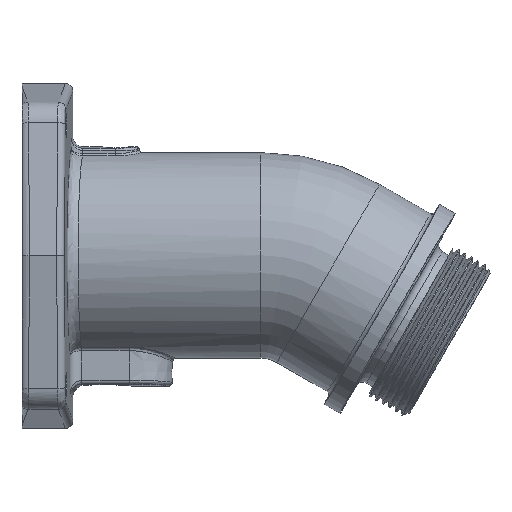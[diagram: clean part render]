
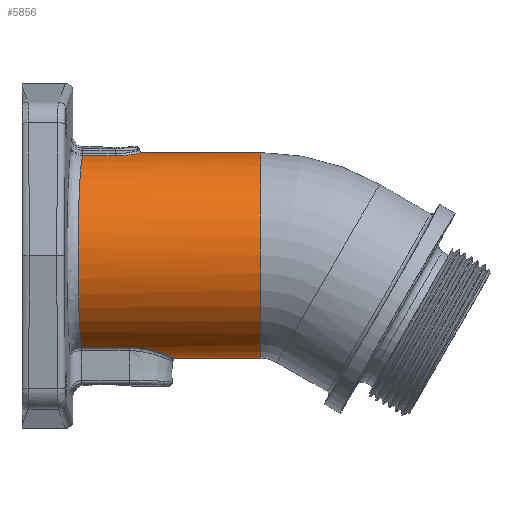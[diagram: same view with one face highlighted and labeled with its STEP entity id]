
A CAD part, top view. The second image highlights one B-rep face of the part: STEP entity #5856.
In plain terms, the highlighted cylindrical face has radius 43.656 mm (diameter 87.312 mm), a partial arc.
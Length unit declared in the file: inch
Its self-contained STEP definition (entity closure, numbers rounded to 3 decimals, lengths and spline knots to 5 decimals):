
#906=CARTESIAN_POINT('',(1.06326,1.662,0.43801));
#907=CARTESIAN_POINT('',(1.05895,1.64247,0.51213));
#908=CARTESIAN_POINT('',(1.05019,1.59241,0.66225));
#909=CARTESIAN_POINT('',(1.03699,1.4782,0.88965));
#910=CARTESIAN_POINT('',(1.02458,1.32677,1.10307));
#911=CARTESIAN_POINT('',(1.01359,1.14352,1.29213));
#912=CARTESIAN_POINT('',(1.00433,0.933,1.45149));
#913=CARTESIAN_POINT('',(0.99704,0.70059,1.57685));
#914=CARTESIAN_POINT('',(0.9919,0.45187,1.66526));
#915=CARTESIAN_POINT('',(0.98903,0.19279,1.71466));
#916=CARTESIAN_POINT('',(0.98849,-0.07073,
1.72402));
#917=CARTESIAN_POINT('',(0.99029,-0.3327,
1.6931));
#918=CARTESIAN_POINT('',(0.99439,-0.58716,
1.62251));
#919=CARTESIAN_POINT('',(1.0007,-0.82775,1.51397));
#920=CARTESIAN_POINT('',(1.00905,-1.04866,1.37019));
#921=CARTESIAN_POINT('',(1.01925,-1.24493,1.19481));
#922=CARTESIAN_POINT('',(1.03116,-1.41327,0.98987));
#923=CARTESIAN_POINT('',(1.03983,-1.50153,0.84077));
#924=CARTESIAN_POINT('',(1.0443,-1.5397,0.76381));
#1317=DIRECTION('',(1.,0.,0.));
#1318=VECTOR('',#1317,0.79945);
#1319=CARTESIAN_POINT('',(1.0443,-1.5397,
0.76381));
#1320=LINE('',#1319,#1318);
#1321=DIRECTION('',(1.,0.,0.));
#1322=VECTOR('',#1321,1.99031);
#1323=CARTESIAN_POINT('',(2.05657,1.71875,
0.));
#1324=LINE('',#1323,#1322);
#1343=CARTESIAN_POINT('',(1.84375,-1.5397,
0.76381));
#1344=CARTESIAN_POINT('',(1.88744,-1.53971,
0.76381));
#1345=CARTESIAN_POINT('',(1.97472,-1.54315,
0.75693));
#1346=CARTESIAN_POINT('',(2.10788,-1.55915,
0.72384));
#1347=CARTESIAN_POINT('',(2.23566,-1.58443,
0.66743));
#1348=CARTESIAN_POINT('',(2.35394,-1.61604,
0.58792));
#1349=CARTESIAN_POINT('',(2.45638,-1.64949,
0.48732));
#1350=CARTESIAN_POINT('',(2.53538,-1.67887,
0.37459));
#1351=CARTESIAN_POINT('',(2.59177,-1.70161,
0.25295));
#1352=CARTESIAN_POINT('',(2.62506,-1.7157,
0.12599));
#1353=CARTESIAN_POINT('',(2.63209,-1.71875,
0.04202));
#1354=CARTESIAN_POINT('',(2.6321,-1.71875,
0.));
#1374=CARTESIAN_POINT('',(2.6321,-1.71875,
0.));
#1387=DIRECTION('',(1.,0.,0.));
#1388=VECTOR('',#1387,1.41477);
#1389=CARTESIAN_POINT('',(2.6321,-1.71875,
0.));
#1390=LINE('',#1389,#1388);
#1425=CARTESIAN_POINT('',(4.04688,0.,0.));
#1426=DIRECTION('',(1.,0.,0.));
#1427=DIRECTION('',(0.,1.,0.));
#1428=AXIS2_PLACEMENT_3D('',#1425,#1426,#1427);
#3150=CARTESIAN_POINT('',(1.60937,1.662,0.43801));
#3151=CARTESIAN_POINT('',(1.63963,1.662,0.43801));
#3152=CARTESIAN_POINT('',(1.6988,1.66353,0.43229));
#3153=CARTESIAN_POINT('',(1.7879,1.6705,0.40491));
#3154=CARTESIAN_POINT('',(1.86431,1.68021,0.36301));
#3155=CARTESIAN_POINT('',(1.92688,1.69057,0.3116));
#3156=CARTESIAN_POINT('',(1.97467,1.69993,0.25577));
#3157=CARTESIAN_POINT('',(2.00922,1.70745,0.19942));
#3158=CARTESIAN_POINT('',(2.03278,1.71293,0.14466));
#3159=CARTESIAN_POINT('',(2.04746,1.71649,0.09279));
#3160=CARTESIAN_POINT('',(2.05512,1.71839,0.04443));
#3161=CARTESIAN_POINT('',(2.05657,1.71875,0.01443));
#3162=CARTESIAN_POINT('',(2.05657,1.71875,
0.));
#3183=DIRECTION('',(1.,0.,0.));
#3184=VECTOR('',#3183,0.54612);
#3185=CARTESIAN_POINT('',(1.06326,1.662,0.43801));
#3186=LINE('',#3185,#3184);
#3561=CARTESIAN_POINT('',(4.04688,1.71875,0.));
#3562=CARTESIAN_POINT('',(4.04688,-1.71875,0.));
#3563=VERTEX_POINT('',#3561);
#3564=VERTEX_POINT('',#3562);
#3646=CARTESIAN_POINT('',(2.05657,1.71875,
0.));
#3647=VERTEX_POINT('',#3646);
#3686=VERTEX_POINT('',#3150);
#3687=CARTESIAN_POINT('',(1.06326,1.662,0.43801));
#3688=VERTEX_POINT('',#3687);
#3702=VERTEX_POINT('',#1374);
#3704=VERTEX_POINT('',#1343);
#3707=CARTESIAN_POINT('',(1.0443,-1.5397,
0.76381));
#3708=VERTEX_POINT('',#3707);
#5835=CARTESIAN_POINT('',(0.,0.,0.));
#5836=DIRECTION('',(1.,0.,0.));
#5837=DIRECTION('',(0.,1.,0.));
#5838=AXIS2_PLACEMENT_3D('',#5835,#5836,#5837);
#5839=CYLINDRICAL_SURFACE('',#5838,1.71875);
#5841=ORIENTED_EDGE('',*,*,#5840,.F.);
#5842=ORIENTED_EDGE('',*,*,#5828,.F.);
#5843=ORIENTED_EDGE('',*,*,#5106,.F.);
#5845=ORIENTED_EDGE('',*,*,#5844,.T.);
#5847=ORIENTED_EDGE('',*,*,#5846,.T.);
#5849=ORIENTED_EDGE('',*,*,#5848,.T.);
#5851=ORIENTED_EDGE('',*,*,#5850,.T.);
#5853=ORIENTED_EDGE('',*,*,#5852,.F.);
#5854=EDGE_LOOP('',(#5841,#5842,#5843,#5845,#5847,#5849,#5851,#5853));
#5855=FACE_OUTER_BOUND('',#5854,.F.);
#925=B_SPLINE_CURVE_WITH_KNOTS('',3,(#906,#907,#908,#909,#910,#911,#912,#913,
#914,#915,#916,#917,#918,#919,#920,#921,#922,#923,#924),.UNSPECIFIED.,.F.,.F.,
(4,1,1,1,1,1,1,1,1,1,1,1,1,1,1,1,4),(0.,0.0625,0.125,0.1875,0.25,
0.3125,0.375,0.4375,0.5,0.5625,0.625,0.6875,0.75,0.8125,
0.875,0.9375,1.),.UNSPECIFIED.);
#1355=B_SPLINE_CURVE_WITH_KNOTS('',3,(#1343,#1344,#1345,#1346,#1347,#1348,#1349,
#1350,#1351,#1352,#1353,#1354),.UNSPECIFIED.,.F.,.F.,(4,1,1,1,1,1,1,1,1,4),
(0.,0.11111,0.22222,0.33333,0.44444,
0.55556,0.66667,0.77778,0.88889,1.),
.UNSPECIFIED.);
#1429=CIRCLE('',#1428,1.71875);
#3163=B_SPLINE_CURVE_WITH_KNOTS('',3,(#3150,#3151,#3152,#3153,#3154,#3155,#3156,
#3157,#3158,#3159,#3160,#3161,#3162),.UNSPECIFIED.,.F.,.F.,(4,1,1,1,1,1,1,1,1,1,
4),(0.,0.1,0.2,0.3,0.4,0.5,0.6,0.7,0.8,0.9,1.),
.UNSPECIFIED.);
#5106=EDGE_CURVE('',#3688,#3708,#925,.T.);
#5828=EDGE_CURVE('',#3708,#3704,#1320,.T.);
#5840=EDGE_CURVE('',#3704,#3702,#1355,.T.);
#5844=EDGE_CURVE('',#3688,#3686,#3186,.T.);
#5846=EDGE_CURVE('',#3686,#3647,#3163,.T.);
#5848=EDGE_CURVE('',#3647,#3563,#1324,.T.);
#5850=EDGE_CURVE('',#3563,#3564,#1429,.T.);
#5852=EDGE_CURVE('',#3702,#3564,#1390,.T.);
#5856=ADVANCED_FACE('',(#5855),#5839,.T.);
